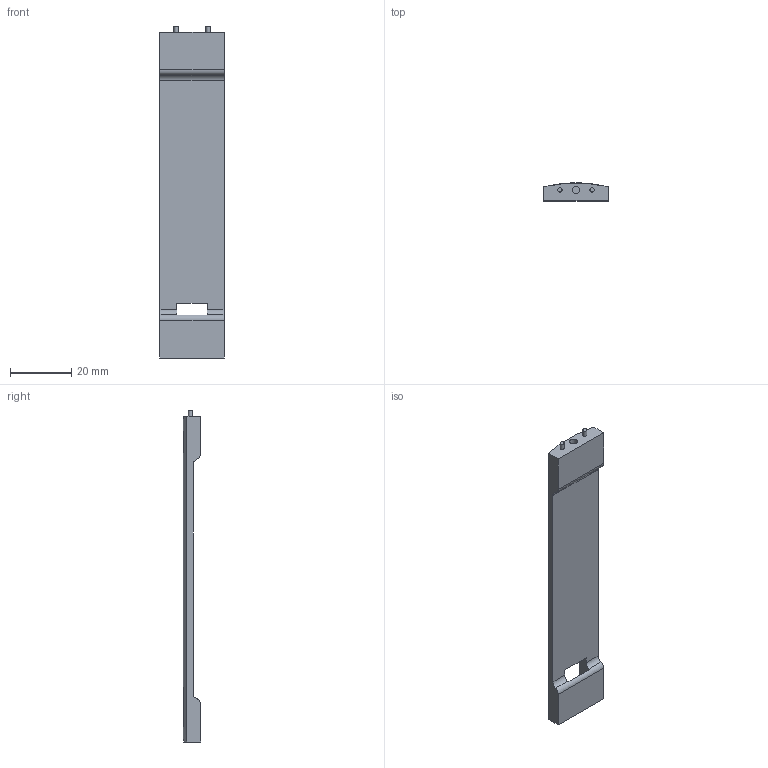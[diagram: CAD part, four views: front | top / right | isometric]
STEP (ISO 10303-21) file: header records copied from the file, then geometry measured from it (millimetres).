
FILE_DESCRIPTION(/* description */ (''),/* implementation_level */ '2;1');
FILE_NAME(/* name */ 'CoverDown.step',/* time_stamp */ '2025-11-28T21:53:23+01:00',/* author */ (''),/* organization */ (''),/* preprocessor_version */ 'ST-DEVELOPER v20.1',/* originating_system */ 'Autodesk Translation Framework v14.21.0.0',/* authorisation */ '');
FILE_SCHEMA (('AUTOMOTIVE_DESIGN { 1 0 10303 214 3 1 1 }'));
Length unit declared in the file: millimetre
Products named in the file (1): (Unsaved)
Bounding box: 21 x 5.75 x 108.8 mm (x, y, z)
Volume: 6986.7 mm3; surface area: 5683.8 mm2
Topology: 1 solids, 1 shells, 29 faces, 75 edges, 50 vertices
Faces by surface type: plane 19, cylinder 10
Full cylindrical faces by diameter (mm): 1.4 x2, 2.5 x2
Entity records: 940 total; most frequent: DIRECTION 161, CARTESIAN_POINT 155, ORIENTED_EDGE 150, EDGE_CURVE 75, AXIS2_PLACEMENT_3D 56, VERTEX_POINT 50, LINE 49, VECTOR 49
